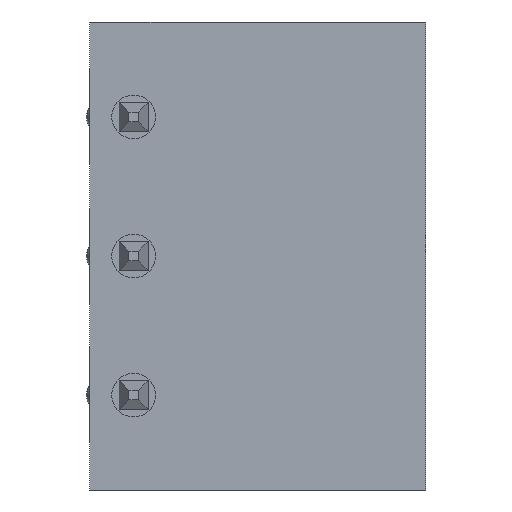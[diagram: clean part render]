
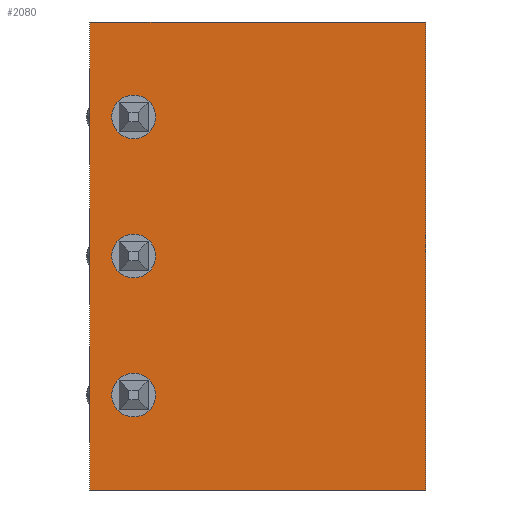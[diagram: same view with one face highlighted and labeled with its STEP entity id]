
A CAD part, front view. The second image highlights one B-rep face of the part: STEP entity #2080.
In plain terms, the highlighted planar face has unit normal (0, -1, 0).
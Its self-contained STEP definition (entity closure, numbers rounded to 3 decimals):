
#790=CARTESIAN_POINT('',(9.2,0.,2.6));
#800=VERTEX_POINT('',#790);
#830=CARTESIAN_POINT('',(0.,0.,2.6));
#840=DIRECTION('',(1.,0.,0.));
#850=VECTOR('',#840,1.);
#860=LINE('',#830,#850);
#870=CARTESIAN_POINT('',(0.,0.,2.6)
);
#880=VERTEX_POINT('',#870);
#890=EDGE_CURVE('',#880,#800,#860,.T.);
#1330=CARTESIAN_POINT('',(3.1,0.,0.));
#1340=DIRECTION('',(0.,-1.,0.));
#1350=DIRECTION('',(-1.,0.,0.));
#1360=AXIS2_PLACEMENT_3D('',#1330,#1340,#1350);
#1370=PLANE('',#1360);
#1380=CARTESIAN_POINT('',(1.2,0.,0.));
#1390=DIRECTION('',(0.,-1.,0.));
#1400=DIRECTION('',(1.,0.,0.));
#1410=AXIS2_PLACEMENT_3D('',#1380,#1390,#1400);
#1420=CIRCLE('',#1410,0.6);
#1430=CARTESIAN_POINT('',(1.8,0.,0.));
#1440=VERTEX_POINT('',#1430);
#1450=CARTESIAN_POINT('',(0.6,0.,
0.));
#1460=VERTEX_POINT('',#1450);
#1470=EDGE_CURVE('',#1440,#1460,#1420,.T.);
#1480=ORIENTED_EDGE('',*,*,#1470,.F.);
#1490=EDGE_CURVE('',#1460,#1440,#1420,.T.);
#1500=ORIENTED_EDGE('',*,*,#1490,.F.);
#1510=EDGE_LOOP('',(#1500,#1480));
#1520=FACE_BOUND('',#1510,.T.);
#1530=CARTESIAN_POINT('',(1.2,0.,-3.81));
#1540=DIRECTION('',(0.,-1.,0.));
#1550=DIRECTION('',(1.,0.,0.));
#1560=AXIS2_PLACEMENT_3D('',#1530,#1540,#1550);
#1570=CIRCLE('',#1560,0.6);
#1580=CARTESIAN_POINT('',(1.8,0.,-3.81))
;
#1590=VERTEX_POINT('',#1580);
#1600=CARTESIAN_POINT('',(0.6,0.,-3.81))
;
#1610=VERTEX_POINT('',#1600);
#1620=EDGE_CURVE('',#1590,#1610,#1570,.T.);
#1630=ORIENTED_EDGE('',*,*,#1620,.F.);
#1640=EDGE_CURVE('',#1610,#1590,#1570,.T.);
#1650=ORIENTED_EDGE('',*,*,#1640,.F.);
#1660=EDGE_LOOP('',(#1650,#1630));
#1670=FACE_BOUND('',#1660,.T.);
#1680=CARTESIAN_POINT('',(1.2,0.,-7.62));
#1690=DIRECTION('',(0.,-1.,0.));
#1700=DIRECTION('',(1.,0.,0.));
#1710=AXIS2_PLACEMENT_3D('',#1680,#1690,#1700);
#1720=CIRCLE('',#1710,0.6);
#1730=CARTESIAN_POINT('',(0.6,0.,-7.62)
);
#1740=VERTEX_POINT('',#1730);
#1750=CARTESIAN_POINT('',(1.8,0.,-7.62));
#1760=VERTEX_POINT('',#1750);
#1770=EDGE_CURVE('',#1740,#1760,#1720,.T.);
#1780=ORIENTED_EDGE('',*,*,#1770,.F.);
#1790=EDGE_CURVE('',#1760,#1740,#1720,.T.);
#1800=ORIENTED_EDGE('',*,*,#1790,.F.);
#1810=EDGE_LOOP('',(#1800,#1780));
#1820=FACE_BOUND('',#1810,.T.);
#1830=CARTESIAN_POINT('',(0.,0.,-10.22));
#1840=DIRECTION('',(1.,0.,0.));
#1850=VECTOR('',#1840,1.);
#1860=LINE('',#1830,#1850);
#1870=CARTESIAN_POINT('',(0.,0.,-10.22));
#1880=VERTEX_POINT('',#1870);
#1890=CARTESIAN_POINT('',(9.2,0.,-10.22)
);
#1900=VERTEX_POINT('',#1890);
#1910=EDGE_CURVE('',#1880,#1900,#1860,.T.);
#1920=ORIENTED_EDGE('',*,*,#1910,.T.);
#1930=CARTESIAN_POINT('',(0.,0.,0.));
#1940=DIRECTION('',(0.,0.,1.));
#1950=VECTOR('',#1940,1.);
#1960=LINE('',#1930,#1950);
#1970=EDGE_CURVE('',#1880,#880,#1960,.T.);
#1980=ORIENTED_EDGE('',*,*,#1970,.F.);
#1990=ORIENTED_EDGE('',*,*,#890,.F.);
#2000=CARTESIAN_POINT('',(9.2,0.,0.));
#2010=DIRECTION('',(0.,0.,-1.));
#2020=VECTOR('',#2010,1.);
#2030=LINE('',#2000,#2020);
#2040=EDGE_CURVE('',#800,#1900,#2030,.T.);
#2050=ORIENTED_EDGE('',*,*,#2040,.F.);
#2060=EDGE_LOOP('',(#2050,#1990,#1980,#1920));
#2070=FACE_OUTER_BOUND('',#2060,.T.);
#2080=ADVANCED_FACE('',(#1520,#1670,#1820,#2070),#1370,.T.);
